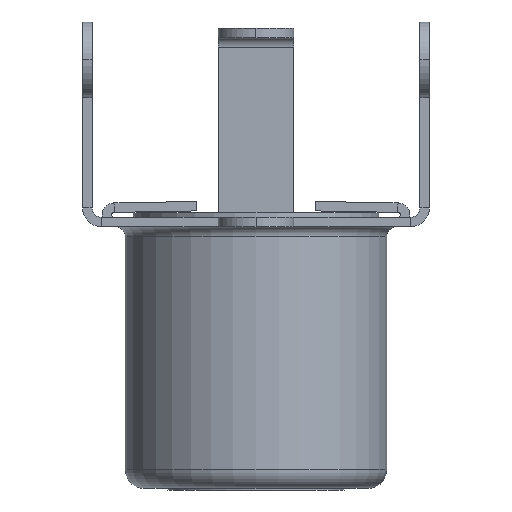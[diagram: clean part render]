
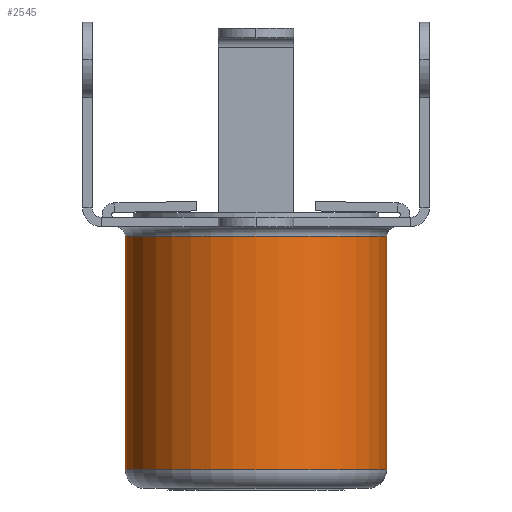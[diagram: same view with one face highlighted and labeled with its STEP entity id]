
A CAD part, front view. The second image highlights one B-rep face of the part: STEP entity #2545.
In plain terms, the highlighted cylindrical face has radius 4.15 mm (diameter 8.3 mm), a partial arc.
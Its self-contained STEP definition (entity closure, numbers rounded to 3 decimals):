
#908 = VERTEX_POINT('',#909);
#909 = CARTESIAN_POINT('',(4.15,7.06,-7.7));
#910 = VERTEX_POINT('',#911);
#911 = CARTESIAN_POINT('',(-4.15,7.06,-7.7));
#994 = VERTEX_POINT('',#995);
#995 = CARTESIAN_POINT('',(-4.15,7.06,-0.3));
#1014 = VERTEX_POINT('',#1015);
#1015 = CARTESIAN_POINT('',(4.15,7.06,-0.3));
#1022 = EDGE_CURVE('',#1014,#994,#1023,.T.);
#1023 = CIRCLE('',#1024,4.15);
#1024 = AXIS2_PLACEMENT_3D('',#1025,#1026,#1027);
#1025 = CARTESIAN_POINT('',(0.,7.06,-0.3));
#1026 = DIRECTION('',(0.,0.,-1.));
#1027 = DIRECTION('',(-1.,0.,0.));
#1038 = EDGE_CURVE('',#910,#994,#1039,.T.);
#1039 = LINE('',#1040,#1041);
#1040 = CARTESIAN_POINT('',(-4.15,7.06,-8.));
#1041 = VECTOR('',#1042,1.);
#1042 = DIRECTION('',(0.,0.,1.));
#1051 = EDGE_CURVE('',#908,#1014,#1052,.T.);
#1052 = LINE('',#1053,#1054);
#1053 = CARTESIAN_POINT('',(4.15,7.06,-8.));
#1054 = VECTOR('',#1055,1.);
#1055 = DIRECTION('',(0.,0.,1.));
#2545 = ADVANCED_FACE('',(#2546),#2558,.T.);
#2546 = FACE_BOUND('',#2547,.T.);
#2547 = EDGE_LOOP('',(#2548,#2549,#2556,#2557));
#2548 = ORIENTED_EDGE('',*,*,#1038,.F.);
#2549 = ORIENTED_EDGE('',*,*,#2550,.T.);
#2550 = EDGE_CURVE('',#910,#908,#2551,.T.);
#2551 = CIRCLE('',#2552,4.15);
#2552 = AXIS2_PLACEMENT_3D('',#2553,#2554,#2555);
#2553 = CARTESIAN_POINT('',(0.,7.06,-7.7));
#2554 = DIRECTION('',(0.,0.,1.));
#2555 = DIRECTION('',(-1.,0.,0.));
#2556 = ORIENTED_EDGE('',*,*,#1051,.T.);
#2557 = ORIENTED_EDGE('',*,*,#1022,.T.);
#2558 = CYLINDRICAL_SURFACE('',#2559,4.15);
#2559 = AXIS2_PLACEMENT_3D('',#2560,#2561,#2562);
#2560 = CARTESIAN_POINT('',(0.,7.06,-8.));
#2561 = DIRECTION('',(0.,0.,1.));
#2562 = DIRECTION('',(1.,0.,0.));
